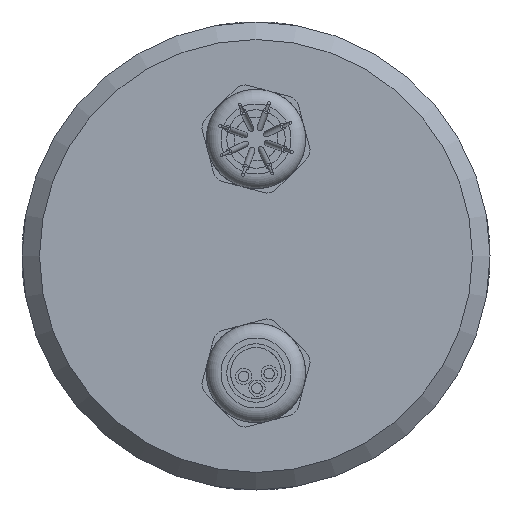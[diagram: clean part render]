
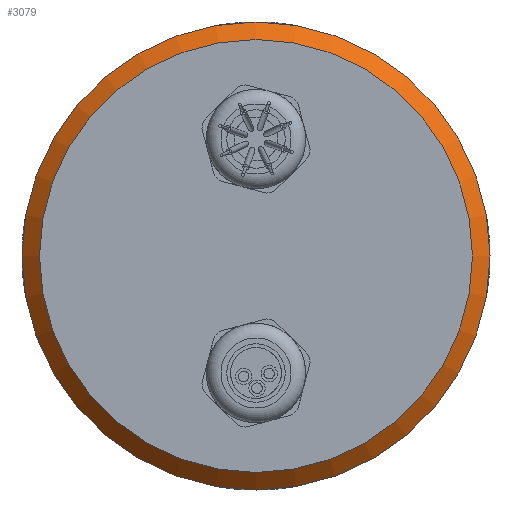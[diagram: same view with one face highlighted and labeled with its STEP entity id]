
A CAD part, left-side view. The second image highlights one B-rep face of the part: STEP entity #3079.
In plain terms, the highlighted conical face has half-angle 45 degrees and reference radius 37 mm.
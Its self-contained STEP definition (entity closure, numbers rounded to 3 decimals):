
#730 = CIRCLE ( 'NONE', #14041, 40. ) ;
#1611 = AXIS2_PLACEMENT_3D ( 'NONE', #15288, #22562, #6246 ) ;
#2708 = CARTESIAN_POINT ( 'NONE',  ( -175., 0., 37. ) ) ;
#3046 = ORIENTED_EDGE ( 'NONE', *, *, #6652, .F. ) ;
#3079 = ADVANCED_FACE ( 'Defeature ausgef�hrt1_8', ( #8978, #16249 ), #20499, .T. ) ;
#5370 = DIRECTION ( 'NONE',  ( 0., 0., 1. ) ) ;
#6246 = DIRECTION ( 'NONE',  ( 0., 0., 1. ) ) ;
#6652 = EDGE_CURVE ( 'NONE', #19017, #19017, #11883, .T. ) ;
#7077 = VERTEX_POINT ( 'NONE', #14347 ) ;
#7195 = DIRECTION ( 'NONE',  ( 1., 0., 0. ) ) ;
#8253 = EDGE_LOOP ( 'NONE', ( #3046 ) ) ;
#8978 = FACE_OUTER_BOUND ( 'NONE', #13167, .T. ) ;
#10225 = AXIS2_PLACEMENT_3D ( 'NONE', #23510, #7195, #14459 ) ;
#11883 = CIRCLE ( 'NONE', #1611, 37. ) ;
#13167 = EDGE_LOOP ( 'NONE', ( #14908 ) ) ;
#13892 = EDGE_CURVE ( 'NONE', #7077, #7077, #730, .T. ) ;
#14041 = AXIS2_PLACEMENT_3D ( 'NONE', #14410, #21683, #5370 ) ;
#14347 = CARTESIAN_POINT ( 'NONE',  ( -172., 0., 40. ) ) ;
#14410 = CARTESIAN_POINT ( 'NONE',  ( -172., 0., 0. ) ) ;
#14459 = DIRECTION ( 'NONE',  ( 0., 0., -1. ) ) ;
#14908 = ORIENTED_EDGE ( 'NONE', *, *, #13892, .F. ) ;
#15288 = CARTESIAN_POINT ( 'NONE',  ( -175., 0., 0. ) ) ;
#16249 = FACE_BOUND ( 'NONE', #8253, .T. ) ;
#19017 = VERTEX_POINT ( 'NONE', #2708 ) ;
#20499 = CONICAL_SURFACE ( 'NONE', #10225, 37., 0.785 ) ;
#21683 = DIRECTION ( 'NONE',  ( 1., 0., 0. ) ) ;
#22562 = DIRECTION ( 'NONE',  ( -1., 0., 0. ) ) ;
#23510 = CARTESIAN_POINT ( 'NONE',  ( -175., 0., 0. ) ) ;
